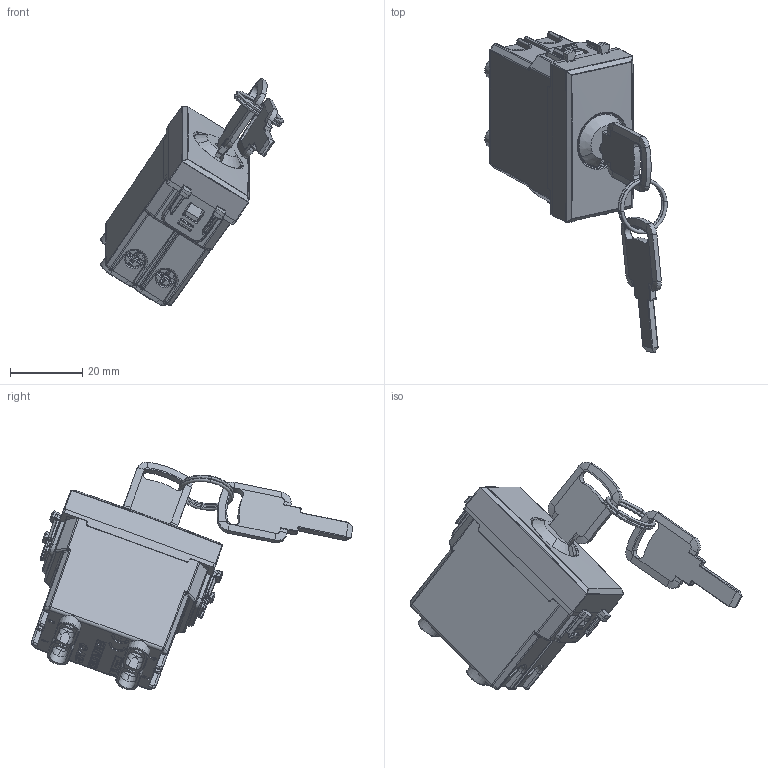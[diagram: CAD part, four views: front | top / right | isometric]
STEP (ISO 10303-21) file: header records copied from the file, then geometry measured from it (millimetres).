
FILE_DESCRIPTION(('CATIA V5 STEP Exchange'),'2;1');
FILE_NAME('442075.stp','2024-02-15T11:05:30+00:00',('none'),('none'),'CATIA Version 5-6 Release 2016 SP6','CATIA V5 STEP AP203','none');
FILE_SCHEMA(('CONFIG_CONTROL_DESIGN'));
Products named in the file (1): 442075
Assembly tree (17 placements, depth 2):
  442075
    #57
    #6369
    #64276
    #102515  x2
    #103845  x2
    #104838  x4
    #106790  x2
    #107789  x2
    #108795  x2
Bounding box: 50.62 x 89.22 x 63.2 mm (x, y, z)
Volume: 20671.8 mm3; surface area: 30269.4 mm2
Topology: 24 solids, 24 shells, 3493 faces, 9424 edges, 5883 vertices
Faces by surface type: plane 1866, cylinder 950, bspline 228, cone 192, torus 113, sphere 98, extrusion 34, revolution 12
Entity records: 110487 total; most frequent: CARTESIAN_POINT 40545, ORIENTED_EDGE 16636, DIRECTION 10703, EDGE_CURVE 8318, VERTEX_POINT 5240, VECTOR 4850, LINE 4816, AXIS2_PLACEMENT_3D 3482
